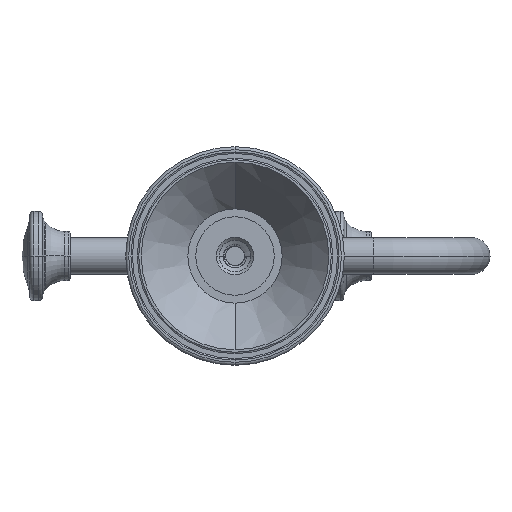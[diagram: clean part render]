
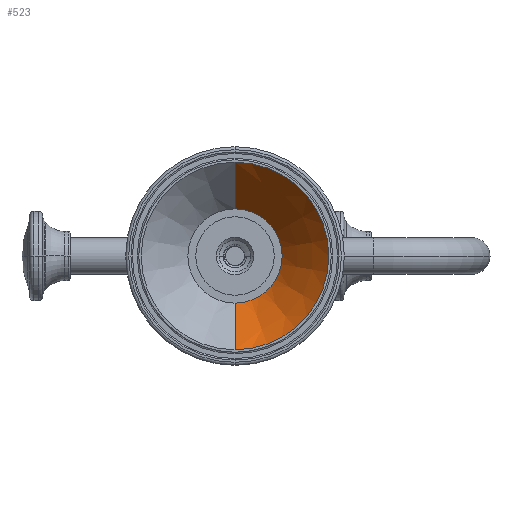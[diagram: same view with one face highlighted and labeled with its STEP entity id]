
A CAD part, left-side view. The second image highlights one B-rep face of the part: STEP entity #523.
In plain terms, the highlighted conical face has half-angle 40.712 degrees and reference radius 18.224 mm.
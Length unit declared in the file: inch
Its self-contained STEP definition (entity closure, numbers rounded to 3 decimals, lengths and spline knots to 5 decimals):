
#50=DIRECTION('',(0.,0.758,0.652));
#51=VECTOR('',#50,0.72824);
#52=CARTESIAN_POINT('',(0.,0.055,-0.955));
#53=LINE('',#52,#51);
#59=DIRECTION('',(0.,0.758,-0.652));
#60=VECTOR('',#59,0.72824);
#61=CARTESIAN_POINT('',(0.,0.055,0.955));
#62=LINE('',#61,#60);
#63=CARTESIAN_POINT('',(0.,0.055,0.));
#64=DIRECTION('',(0.,-1.,0.));
#65=DIRECTION('',(0.,0.,-1.));
#66=AXIS2_PLACEMENT_3D('',#63,#64,#65);
#73=CARTESIAN_POINT('',(0.,0.607,0.));
#74=DIRECTION('',(0.,-1.,0.));
#75=DIRECTION('',(0.,0.,-1.));
#76=AXIS2_PLACEMENT_3D('',#73,#74,#75);
#377=CARTESIAN_POINT('',(0.,0.055,-0.955));
#379=VERTEX_POINT('',#377);
#381=CARTESIAN_POINT('',(0.,0.055,0.955));
#383=VERTEX_POINT('',#381);
#384=CARTESIAN_POINT('',(0.,0.607,-0.48));
#385=VERTEX_POINT('',#384);
#386=CARTESIAN_POINT('',(0.,0.607,0.48));
#387=VERTEX_POINT('',#386);
#511=CARTESIAN_POINT('',(0.,0.331,0.));
#512=DIRECTION('',(0.,-1.,0.));
#513=DIRECTION('',(0.,0.,1.));
#514=AXIS2_PLACEMENT_3D('',#511,#512,#513);
#515=CONICAL_SURFACE('',#514,0.7175,40.712);
#516=ORIENTED_EDGE('',*,*,#501,.T.);
#518=ORIENTED_EDGE('',*,*,#517,.T.);
#519=ORIENTED_EDGE('',*,*,#504,.F.);
#520=ORIENTED_EDGE('',*,*,#475,.F.);
#521=EDGE_LOOP('',(#516,#518,#519,#520));
#522=FACE_OUTER_BOUND('',#521,.F.);
#523=ADVANCED_FACE('',(#522),#515,.F.);
#67=CIRCLE('',#66,0.955);
#77=CIRCLE('',#76,0.48);
#475=EDGE_CURVE('',#379,#383,#67,.T.);
#501=EDGE_CURVE('',#379,#385,#53,.T.);
#504=EDGE_CURVE('',#383,#387,#62,.T.);
#517=EDGE_CURVE('',#385,#387,#77,.T.);
